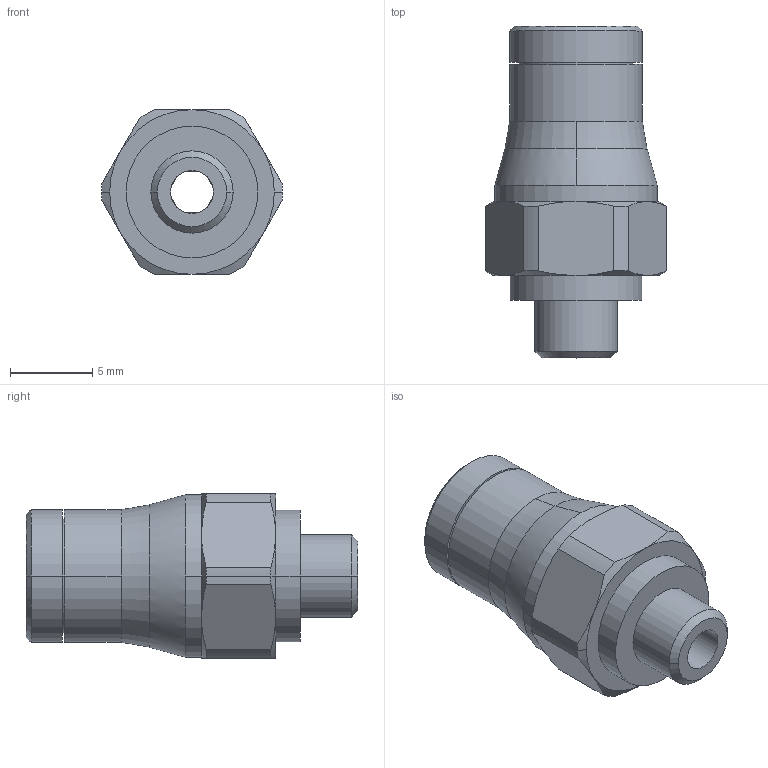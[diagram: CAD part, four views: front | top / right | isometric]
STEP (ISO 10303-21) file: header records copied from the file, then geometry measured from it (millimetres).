
FILE_DESCRIPTION(('STEP AP214'),'1');
FILE_NAME('3801_04_19.stp','2016-07-07T14:26:35',('TraceParts'),('TraceParts S.A.'),'Spatial InterOp 3D',' ',' ');
FILE_SCHEMA(('automotive_design'));
Length unit declared in the file: millimetre
Products named in the file (1): 1
Bounding box: 10.99 x 20.16 x 10 mm (x, y, z)
Volume: 908.3 mm3; surface area: 915.4 mm2
Topology: 1 solids, 1 shells, 82 faces, 199 edges, 125 vertices
Faces by surface type: plane 32, cone 24, cylinder 22, torus 4
Entity records: 2455 total; most frequent: CARTESIAN_POINT 503, DIRECTION 434, ORIENTED_EDGE 398, EDGE_CURVE 199, AXIS2_PLACEMENT_3D 176, VERTEX_POINT 125, CIRCLE 93, EDGE_LOOP 90
